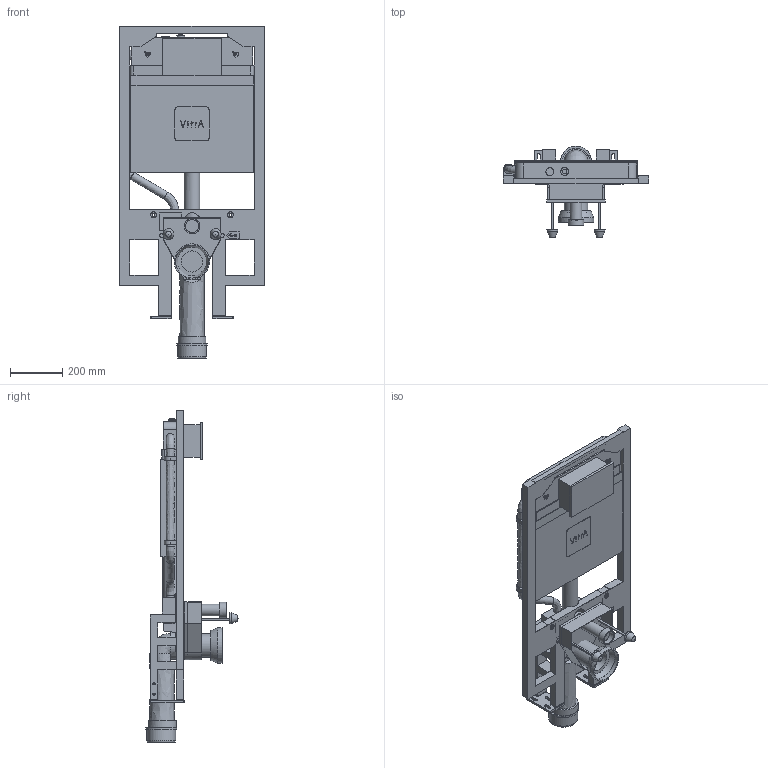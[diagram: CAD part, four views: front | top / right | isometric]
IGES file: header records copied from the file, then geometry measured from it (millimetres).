
Global section: file name: 768-4800; native system: unknown; preprocessor: unknown; author: unknown; organization: unknown; date: 20210419.121530; units: millimetre
Bounding box: 555 x 351.99 x 1268.93 mm (x, y, z)
Volume: 33780374 mm3; surface area: 2442125.6 mm2
Topology: 16 solids, 17 shells, 632 faces, 1683 edges, 1128 vertices
Faces by surface type: bspline 632
